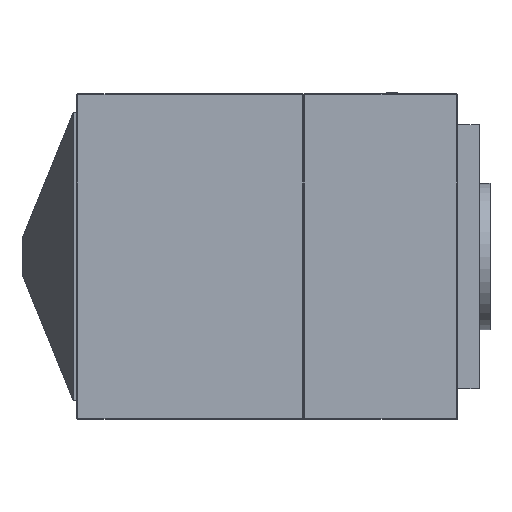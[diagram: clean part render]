
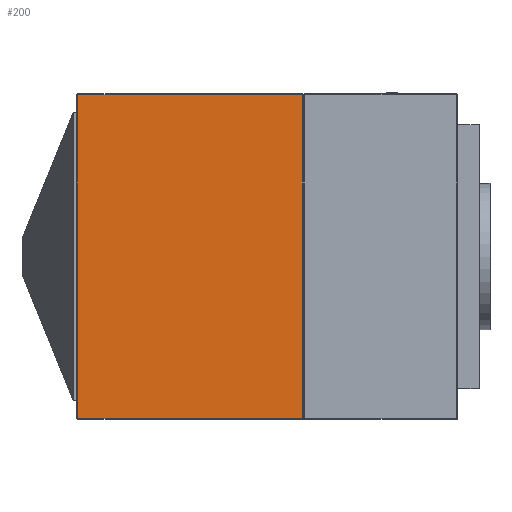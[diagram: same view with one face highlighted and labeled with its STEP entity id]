
A CAD part, left-side view. The second image highlights one B-rep face of the part: STEP entity #200.
In plain terms, the highlighted planar face has unit normal (-1, 0, 0).
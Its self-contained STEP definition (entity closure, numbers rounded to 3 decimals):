
#198 = ORIENTED_EDGE ( 'NONE', *, *, #203, .T. ) ;
#199 = EDGE_CURVE ( 'NONE', #211, #209, #3960, .T. ) ;
#200 = ADVANCED_FACE ( 'NONE', ( #3956 ), #3955, .F. ) ;
#201 = ORIENTED_EDGE ( 'NONE', *, *, #202, .T. ) ;
#202 = EDGE_CURVE ( 'NONE', #216, #211, #3950, .T. ) ;
#203 = EDGE_CURVE ( 'NONE', #210, #216, #3946, .T. ) ;
#206 = EDGE_LOOP ( 'NONE', ( #207, #198, #201, #213 ) ) ;
#207 = ORIENTED_EDGE ( 'NONE', *, *, #208, .T. ) ;
#208 = EDGE_CURVE ( 'NONE', #209, #210, #3941, .T. ) ;
#209 = VERTEX_POINT ( 'NONE', #3930 ) ;
#210 = VERTEX_POINT ( 'NONE', #3932 ) ;
#211 = VERTEX_POINT ( 'NONE', #3931 ) ;
#213 = ORIENTED_EDGE ( 'NONE', *, *, #199, .T. ) ;
#216 = VERTEX_POINT ( 'NONE', #3989 ) ;
#3930 = CARTESIAN_POINT ( 'NONE',  ( -445., 1098., 442. ) ) ;
#3931 = CARTESIAN_POINT ( 'NONE',  ( -445., 484., 442. ) ) ;
#3932 = CARTESIAN_POINT ( 'NONE',  ( -445., 1098., -442. ) ) ;
#3933 = DIRECTION ( 'NONE',  ( 0., 0., -1. ) ) ;
#3934 = VECTOR ( 'NONE', #3933, 1000. ) ;
#3935 = CARTESIAN_POINT ( 'NONE',  ( -445., 1098., -445. ) ) ;
#3941 = LINE ( 'NONE', #3935, #3934 ) ;
#3943 = DIRECTION ( 'NONE',  ( 0., -1., 0. ) ) ;
#3944 = VECTOR ( 'NONE', #3943, 1000. ) ;
#3945 = CARTESIAN_POINT ( 'NONE',  ( -445., 1101., -442. ) ) ;
#3946 = LINE ( 'NONE', #3945, #3944 ) ;
#3947 = DIRECTION ( 'NONE',  ( 0., 0., 1. ) ) ;
#3948 = VECTOR ( 'NONE', #3947, 1000. ) ;
#3949 = CARTESIAN_POINT ( 'NONE',  ( -445., 484., -445. ) ) ;
#3950 = LINE ( 'NONE', #3949, #3948 ) ;
#3951 = DIRECTION ( 'NONE',  ( 0., 0., -1. ) ) ;
#3952 = DIRECTION ( 'NONE',  ( 1., 0., 0. ) ) ;
#3953 = AXIS2_PLACEMENT_3D ( 'NONE', #3954, #3952, #3951 ) ;
#3954 = CARTESIAN_POINT ( 'NONE',  ( -445., 1101., -445. ) ) ;
#3955 = PLANE ( 'NONE',  #3953 ) ;
#3956 = FACE_OUTER_BOUND ( 'NONE', #206, .T. ) ;
#3957 = DIRECTION ( 'NONE',  ( 0., 1., 0. ) ) ;
#3958 = VECTOR ( 'NONE', #3957, 1000. ) ;
#3959 = CARTESIAN_POINT ( 'NONE',  ( -445., 1101., 442. ) ) ;
#3960 = LINE ( 'NONE', #3959, #3958 ) ;
#3989 = CARTESIAN_POINT ( 'NONE',  ( -445., 484., -442. ) ) ;
